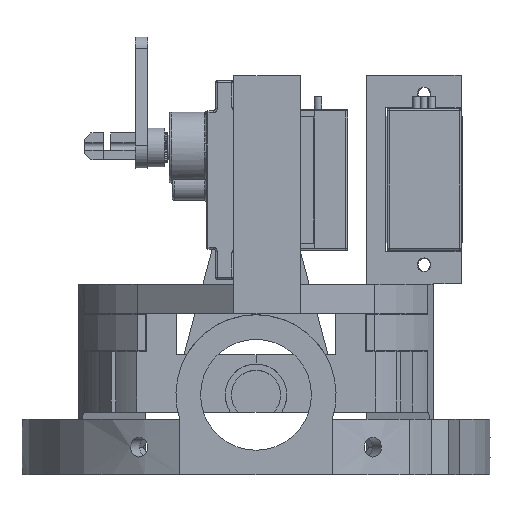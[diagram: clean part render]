
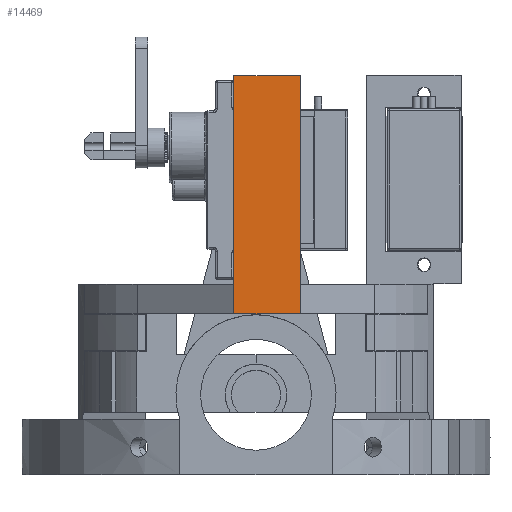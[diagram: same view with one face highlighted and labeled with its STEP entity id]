
A CAD part, front view. The second image highlights one B-rep face of the part: STEP entity #14469.
In plain terms, the highlighted planar face has unit normal (0, -1, 0).
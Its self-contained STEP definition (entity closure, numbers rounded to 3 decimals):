
#548=PLANE('',#15696);
#1632=FACE_OUTER_BOUND('',#2478,.T.);
#2478=EDGE_LOOP('',(#12000,#12001,#12002,#12003));
#3545=LINE('',#24038,#4854);
#3563=LINE('',#24081,#4872);
#3577=LINE('',#24115,#4886);
#3578=LINE('',#24121,#4887);
#4854=VECTOR('',#18538,10.);
#4872=VECTOR('',#18576,10.);
#4886=VECTOR('',#18614,10.);
#4887=VECTOR('',#18621,10.);
#6701=VERTEX_POINT('',#24035);
#6702=VERTEX_POINT('',#24037);
#6717=VERTEX_POINT('',#24080);
#6725=VERTEX_POINT('',#24113);
#8532=EDGE_CURVE('',#6702,#6701,#3545,.T.);
#8554=EDGE_CURVE('',#6717,#6701,#3563,.T.);
#8571=EDGE_CURVE('',#6717,#6725,#3577,.T.);
#8574=EDGE_CURVE('',#6725,#6702,#3578,.T.);
#12000=ORIENTED_EDGE('',*,*,#8571,.T.);
#12001=ORIENTED_EDGE('',*,*,#8574,.T.);
#12002=ORIENTED_EDGE('',*,*,#8532,.T.);
#12003=ORIENTED_EDGE('',*,*,#8554,.F.);
#14469=ADVANCED_FACE('',(#1632),#548,.F.);
#15696=AXIS2_PLACEMENT_3D('',#24120,#18619,#18620);
#18538=DIRECTION('',(0.,0.,-1.));
#18576=DIRECTION('',(-1.,0.,0.));
#18614=DIRECTION('',(0.,0.,1.));
#18619=DIRECTION('center_axis',(0.,1.,0.));
#18620=DIRECTION('ref_axis',(-1.,0.,0.));
#18621=DIRECTION('',(-1.,0.,0.));
#24035=CARTESIAN_POINT('',(-3.6,-40.329,13.1));
#24037=CARTESIAN_POINT('',(-3.6,-40.329,51.775));
#24038=CARTESIAN_POINT('',(-3.6,-40.329,51.775));
#24080=CARTESIAN_POINT('',(7.2,-40.329,13.1));
#24081=CARTESIAN_POINT('',(1.4,-40.329,13.1));
#24113=CARTESIAN_POINT('',(7.2,-40.329,51.775));
#24115=CARTESIAN_POINT('',(7.2,-40.329,10.018));
#24120=CARTESIAN_POINT('Origin',(3.6,-40.329,-0.075));
#24121=CARTESIAN_POINT('',(-0.8,-40.329,51.775));
